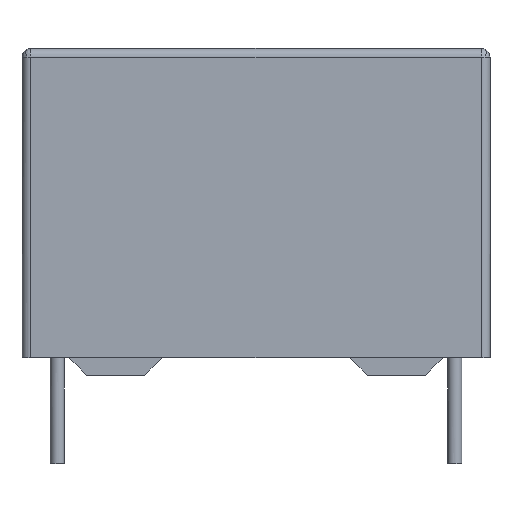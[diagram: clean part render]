
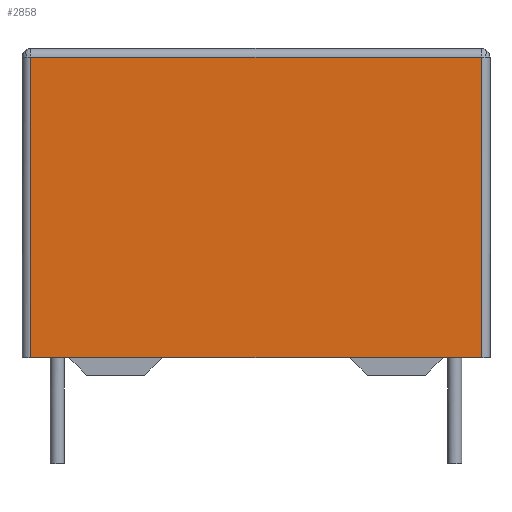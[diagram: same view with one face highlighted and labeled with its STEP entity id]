
A CAD part, front view. The second image highlights one B-rep face of the part: STEP entity #2858.
In plain terms, the highlighted planar face has unit normal (0, -1, 0).
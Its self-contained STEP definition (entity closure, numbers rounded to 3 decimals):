
#3 = LINE ( 'NONE', #1514, #1976 ) ;
#129 = DIRECTION ( 'NONE',  ( 0., 0., -1. ) ) ;
#175 = ORIENTED_EDGE ( 'NONE', *, *, #2221, .T. ) ;
#193 = DIRECTION ( 'NONE',  ( 0., 0., 1. ) ) ;
#312 = ORIENTED_EDGE ( 'NONE', *, *, #1470, .T. ) ;
#480 = VECTOR ( 'NONE', #1410, 1000. ) ;
#521 = CARTESIAN_POINT ( 'NONE',  ( -13.25, -5.25, 18. ) ) ;
#657 = CARTESIAN_POINT ( 'NONE',  ( -12.75, -5.25, 1. ) ) ;
#755 = EDGE_LOOP ( 'NONE', ( #312, #175, #2704, #2736 ) ) ;
#789 = VECTOR ( 'NONE', #1036, 1000. ) ;
#903 = FACE_OUTER_BOUND ( 'NONE', #755, .T. ) ;
#1036 = DIRECTION ( 'NONE',  ( 1., 0., 0. ) ) ;
#1094 = CARTESIAN_POINT ( 'NONE',  ( -13.25, -5.25, 0. ) ) ;
#1263 = CARTESIAN_POINT ( 'NONE',  ( 12.75, -5.25, 1. ) ) ;
#1320 = VECTOR ( 'NONE', #129, 1000. ) ;
#1380 = CARTESIAN_POINT ( 'NONE',  ( 12.75, -5.25, 18. ) ) ;
#1410 = DIRECTION ( 'NONE',  ( -1., 0., 0. ) ) ;
#1455 = VERTEX_POINT ( 'NONE', #1380 ) ;
#1470 = EDGE_CURVE ( 'NONE', #1455, #2747, #1859, .T. ) ;
#1514 = CARTESIAN_POINT ( 'NONE',  ( 12.75, -5.25, 0. ) ) ;
#1819 = EDGE_CURVE ( 'NONE', #2037, #1455, #3, .T. ) ;
#1859 = LINE ( 'NONE', #521, #480 ) ;
#1941 = CARTESIAN_POINT ( 'NONE',  ( 0., -5.25, 1. ) ) ;
#1976 = VECTOR ( 'NONE', #193, 1000. ) ;
#2024 = EDGE_CURVE ( 'NONE', #2854, #2037, #2392, .T. ) ;
#2037 = VERTEX_POINT ( 'NONE', #1263 ) ;
#2221 = EDGE_CURVE ( 'NONE', #2747, #2854, #2341, .T. ) ;
#2228 = DIRECTION ( 'NONE',  ( 0., -1., 0. ) ) ;
#2231 = AXIS2_PLACEMENT_3D ( 'NONE', #1094, #2228, #2447 ) ;
#2341 = LINE ( 'NONE', #2568, #1320 ) ;
#2392 = LINE ( 'NONE', #1941, #789 ) ;
#2404 = PLANE ( 'NONE',  #2231 ) ;
#2447 = DIRECTION ( 'NONE',  ( 0., 0., -1. ) ) ;
#2558 = CARTESIAN_POINT ( 'NONE',  ( -12.75, -5.25, 18. ) ) ;
#2568 = CARTESIAN_POINT ( 'NONE',  ( -12.75, -5.25, 0. ) ) ;
#2704 = ORIENTED_EDGE ( 'NONE', *, *, #2024, .T. ) ;
#2736 = ORIENTED_EDGE ( 'NONE', *, *, #1819, .T. ) ;
#2747 = VERTEX_POINT ( 'NONE', #2558 ) ;
#2854 = VERTEX_POINT ( 'NONE', #657 ) ;
#2858 = ADVANCED_FACE ( 'NONE', ( #903 ), #2404, .T. ) ;
